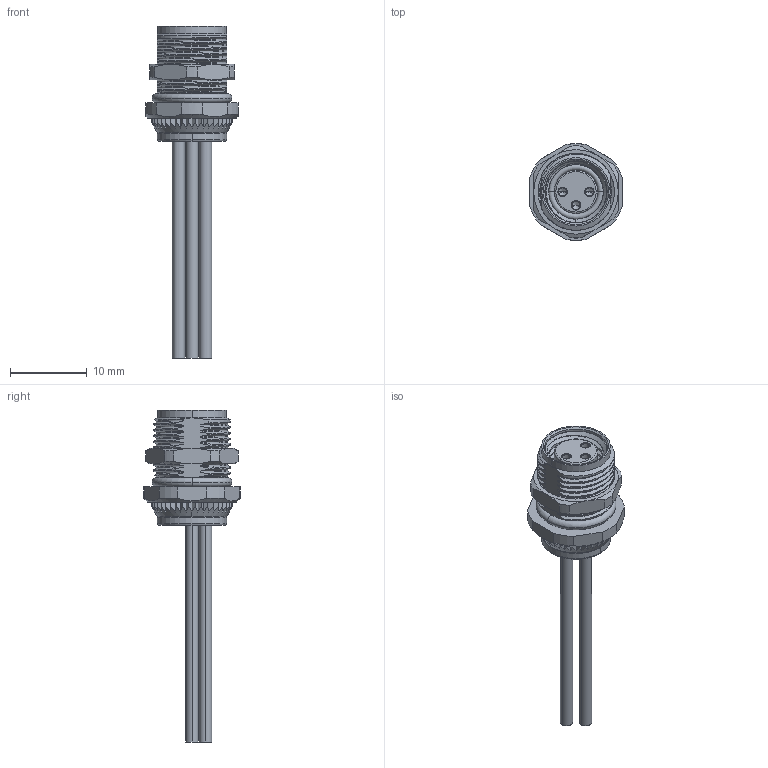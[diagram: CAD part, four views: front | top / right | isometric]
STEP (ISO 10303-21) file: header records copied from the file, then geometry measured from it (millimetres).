
FILE_DESCRIPTION((''),'2;1');
FILE_NAME('3P-K13333_3_02_817','2025-09-14T',('gongcheng16'),(''),'PRO/ENGINEER BY PARAMETRIC TECHNOLOGY CORPORATION, 2010280','PRO/ENGINEER BY PARAMETRIC TECHNOLOGY CORPORATION, 2010280','');
FILE_SCHEMA(('CONFIG_CONTROL_DESIGN'));
Length unit declared in the file: millimetre
Products named in the file (1): 3P-K13333_3_02_817
Bounding box: 12 x 12.6 x 43.2 mm (x, y, z)
Volume: 253.8 mm3; surface area: 2946.5 mm2
Topology: 1 solids, 12 shells, 593 faces, 1524 edges, 973 vertices
Faces by surface type: plane 208, cylinder 204, cone 79, bspline 78, torus 24
Entity records: 31552 total; most frequent: CARTESIAN_POINT 17715, ORIENTED_EDGE 3024, DIRECTION 2638, EDGE_CURVE 1512, AXIS2_PLACEMENT_3D 994, VERTEX_POINT 973, VECTOR 650, LINE 650
